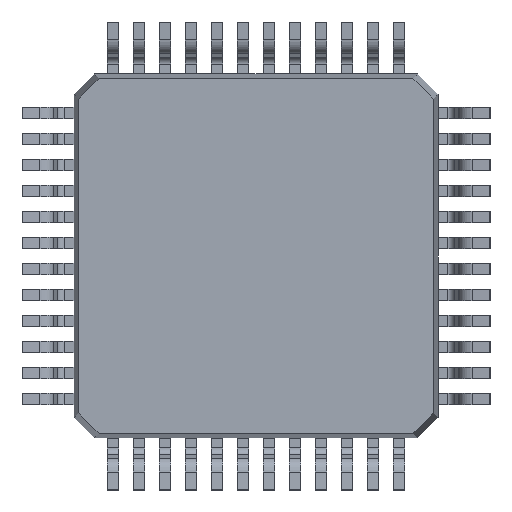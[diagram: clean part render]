
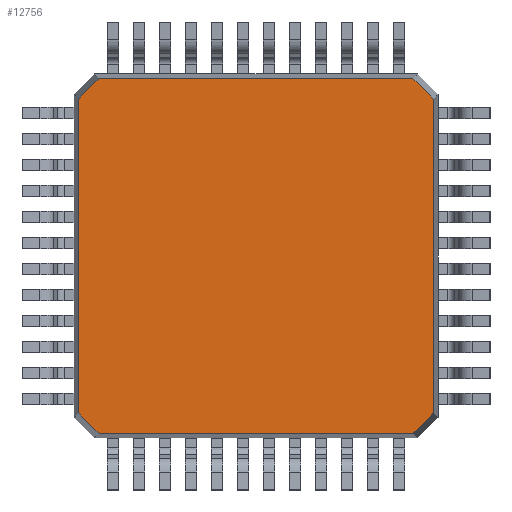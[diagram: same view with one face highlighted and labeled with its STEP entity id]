
A CAD part, front view. The second image highlights one B-rep face of the part: STEP entity #12756.
In plain terms, the highlighted planar face has unit normal (0, -1, 0).
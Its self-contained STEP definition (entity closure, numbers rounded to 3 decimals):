
#1382=FACE_OUTER_BOUND('',#2086,.T.);
#2086=EDGE_LOOP('',(#11482,#11483,#11484,#11485,#11486,#11487,#11488,#11489));
#3497=LINE('',#21189,#4915);
#3500=LINE('',#21195,#4918);
#3503=LINE('',#21201,#4921);
#3505=LINE('',#21206,#4923);
#3508=LINE('',#21210,#4926);
#3509=LINE('',#21211,#4927);
#3510=LINE('',#21212,#4928);
#3511=LINE('',#21213,#4929);
#4915=VECTOR('',#17461,1000.);
#4918=VECTOR('',#17466,1000.);
#4921=VECTOR('',#17471,1000.);
#4923=VECTOR('',#17475,1000.);
#4926=VECTOR('',#17480,1000.);
#4927=VECTOR('',#17481,1000.);
#4928=VECTOR('',#17482,1000.);
#4929=VECTOR('',#17483,1000.);
#6133=VERTEX_POINT('',#21186);
#6134=VERTEX_POINT('',#21188);
#6135=VERTEX_POINT('',#21192);
#6136=VERTEX_POINT('',#21194);
#6137=VERTEX_POINT('',#21198);
#6138=VERTEX_POINT('',#21200);
#6139=VERTEX_POINT('',#21204);
#6140=VERTEX_POINT('',#21205);
#7923=EDGE_CURVE('',#6134,#6133,#3497,.T.);
#7926=EDGE_CURVE('',#6136,#6135,#3500,.T.);
#7929=EDGE_CURVE('',#6138,#6137,#3503,.T.);
#7931=EDGE_CURVE('',#6139,#6140,#3505,.T.);
#7934=EDGE_CURVE('',#6137,#6139,#3508,.T.);
#7935=EDGE_CURVE('',#6140,#6134,#3509,.T.);
#7936=EDGE_CURVE('',#6133,#6136,#3510,.T.);
#7937=EDGE_CURVE('',#6135,#6138,#3511,.T.);
#11482=ORIENTED_EDGE('',*,*,#7929,.T.);
#11483=ORIENTED_EDGE('',*,*,#7934,.T.);
#11484=ORIENTED_EDGE('',*,*,#7931,.T.);
#11485=ORIENTED_EDGE('',*,*,#7935,.T.);
#11486=ORIENTED_EDGE('',*,*,#7923,.T.);
#11487=ORIENTED_EDGE('',*,*,#7936,.T.);
#11488=ORIENTED_EDGE('',*,*,#7926,.T.);
#11489=ORIENTED_EDGE('',*,*,#7937,.T.);
#12054=PLANE('',#13908);
#12756=ADVANCED_FACE('',(#1382),#12054,.T.);
#13908=AXIS2_PLACEMENT_3D('',#21209,#17478,#17479);
#17461=DIRECTION('',(-1.,0.,0.));
#17466=DIRECTION('',(0.,0.,-1.));
#17471=DIRECTION('',(1.,0.,0.));
#17475=DIRECTION('',(0.,0.,1.));
#17478=DIRECTION('center_axis',(0.,-1.,0.));
#17479=DIRECTION('ref_axis',(0.,0.,-1.));
#17480=DIRECTION('',(0.707,0.,0.707));
#17481=DIRECTION('',(-0.707,0.,0.707));
#17482=DIRECTION('',(-0.707,0.,-0.707));
#17483=DIRECTION('',(0.707,0.,-0.707));
#21186=CARTESIAN_POINT('',(-3.017,0.15,3.42));
#21188=CARTESIAN_POINT('',(3.017,0.15,3.42));
#21189=CARTESIAN_POINT('',(3.5,0.15,3.42));
#21192=CARTESIAN_POINT('',(-3.42,0.15,-3.017));
#21194=CARTESIAN_POINT('',(-3.42,0.15,3.017));
#21195=CARTESIAN_POINT('',(-3.42,0.15,3.5));
#21198=CARTESIAN_POINT('',(3.017,0.15,-3.42));
#21200=CARTESIAN_POINT('',(-3.017,0.15,-3.42));
#21201=CARTESIAN_POINT('',(-3.5,0.15,-3.42));
#21204=CARTESIAN_POINT('',(3.42,0.15,-3.017));
#21205=CARTESIAN_POINT('',(3.42,0.15,3.017));
#21206=CARTESIAN_POINT('',(3.42,0.15,-3.5));
#21209=CARTESIAN_POINT('Origin',(0.,0.15,0.));
#21210=CARTESIAN_POINT('',(3.218,0.15,-3.218));
#21211=CARTESIAN_POINT('',(3.218,0.15,3.218));
#21212=CARTESIAN_POINT('',(-3.218,0.15,3.218));
#21213=CARTESIAN_POINT('',(-3.218,0.15,-3.218));
